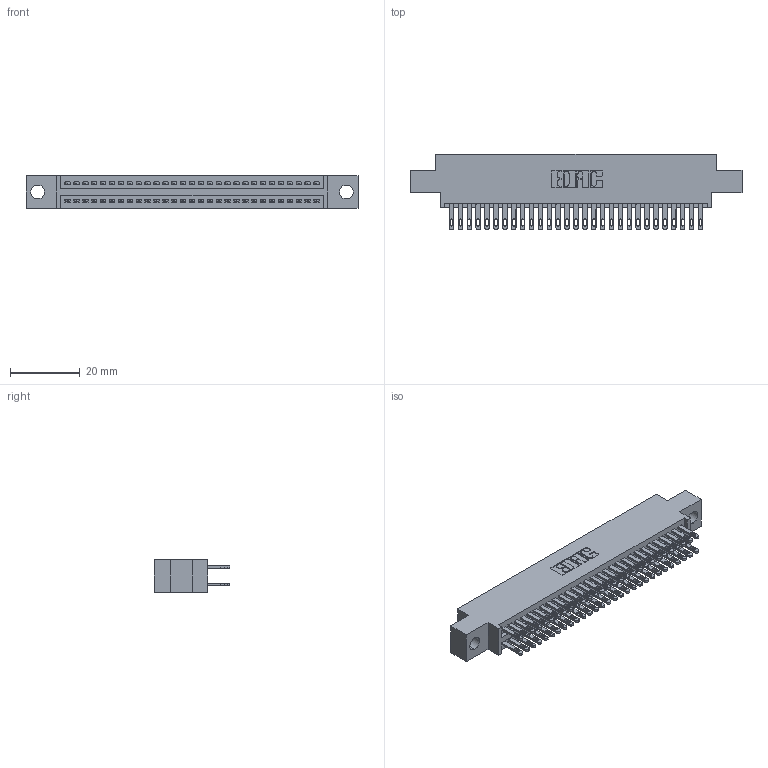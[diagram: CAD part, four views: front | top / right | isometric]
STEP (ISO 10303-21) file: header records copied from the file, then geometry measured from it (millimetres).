
FILE_DESCRIPTION (( 'STEP AP203' ), '1' );
FILE_NAME ('895-058-500-804.STEP', '2020-09-28T02:56:45', ( '' ), ( '' ), 'SwSTEP 2.0', 'SolidWorks 2020', '' );
FILE_SCHEMA (( 'CONFIG_CONTROL_DESIGN' ));
Length unit declared in the file: inch
Products named in the file (3): 345-292-001_345-293-100; 895-058-500-804; 845 Part_0.170 Offset - 0.156 Dia-TH
Assembly tree (59 placements, depth 2):
  895-058-500-804
    845 Part_0.170 Offset - 0.156 Dia-TH
    345-292-001_345-293-100  x58
Bounding box: 94.87 x 21.51 x 9.4 mm (x, y, z)
Volume: 9071 mm3; surface area: 13706.9 mm2
Topology: 59 solids, 59 shells, 2798 faces, 8531 edges, 5686 vertices
Faces by surface type: plane 1650, cylinder 1148
Entity records: 24569 total; most frequent: CARTESIAN_POINT 4132, ORIENTED_EDGE 4066, DIRECTION 3661, EDGE_CURVE 2033, LINE 1781, VECTOR 1781, VERTEX_POINT 1354, AXIS2_PLACEMENT_3D 940
